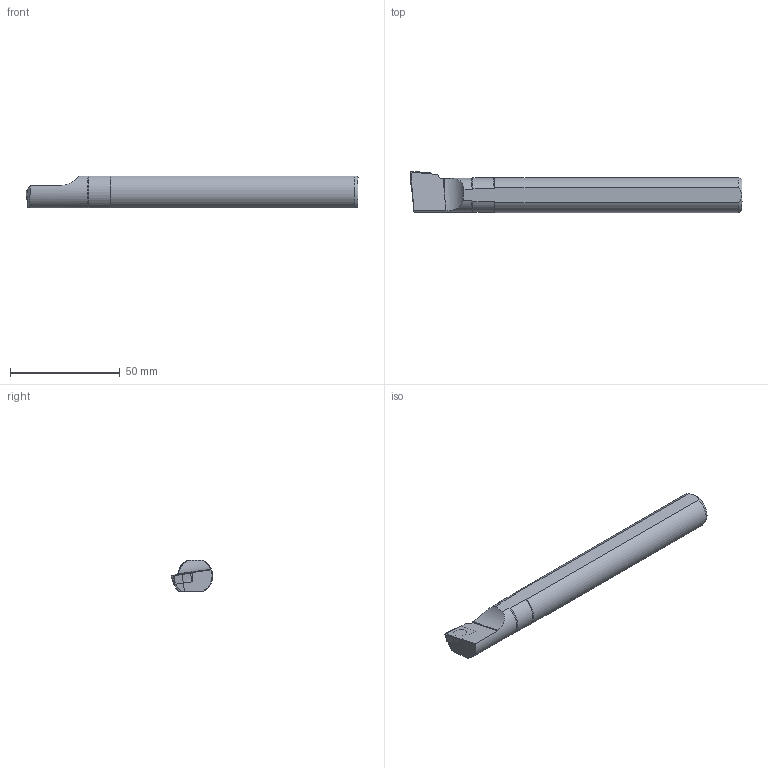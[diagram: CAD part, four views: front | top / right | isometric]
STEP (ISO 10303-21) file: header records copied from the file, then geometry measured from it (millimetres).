
FILE_DESCRIPTION(/* description */ (''),/* implementation_level */ '2;1');
FILE_NAME(/* name */ 'A16MSCLCL09A_SIM.stp',/* time_stamp */ '2022-08-11T11:19:21+02:00',/* author */ (''),/* organization */ (''),/* preprocessor_version */ 'ST-DEVELOPER v16.7',/* originating_system */ 'SIEMENS PLM Software NX 12.0',/* authorisation */ '');
FILE_SCHEMA (('AUTOMOTIVE_DESIGN { 1 0 10303 214 3 1 1 1 }'));
Length unit declared in the file: millimetre
Products named in the file (1): krab27403703fvym
Bounding box: 151.28 x 18.85 x 14.5 mm (x, y, z)
Volume: 24354.9 mm3; surface area: 10459.8 mm2
Topology: 2 solids, 2 shells, 43 faces, 115 edges, 76 vertices
Faces by surface type: plane 15, cone 13, cylinder 10, torus 5
Full cylindrical faces by diameter (mm): 4.4 x1, 6 x2
Entity records: 1435 total; most frequent: CARTESIAN_POINT 378, ORIENTED_EDGE 208, DIRECTION 206, EDGE_CURVE 104, AXIS2_PLACEMENT_3D 82, VERTEX_POINT 73, EDGE_LOOP 52, ADVANCED_FACE 43
